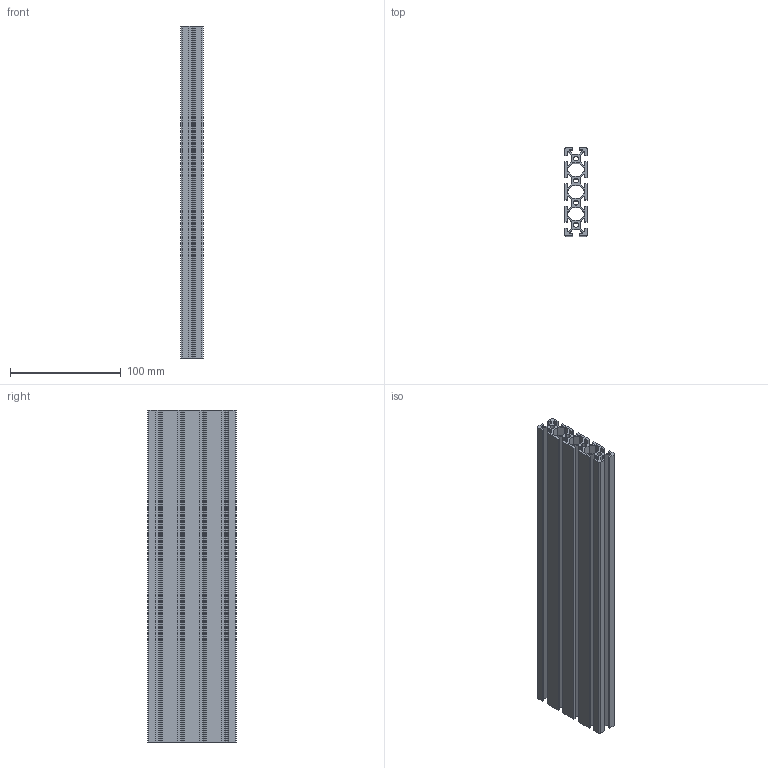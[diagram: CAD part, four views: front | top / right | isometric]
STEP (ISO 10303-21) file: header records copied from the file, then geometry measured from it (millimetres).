
FILE_DESCRIPTION(/* description */ (''),/* implementation_level */ '2;1');
FILE_NAME(/* name */ '46f2cca5-bf43-4e52-99ab-1b9b02491242.stp',/* time_stamp */ '2025-06-29T06:42:13Z',/* author */ (''),/* organization */ (''),/* preprocessor_version */ 'ST-DEVELOPER v20.1',/* originating_system */ 'Autodesk Translation Framework v14.10.0.0',/* authorisation */ '');
FILE_SCHEMA (('AUTOMOTIVE_DESIGN { 1 0 10303 214 3 1 1 }'));
Length unit declared in the file: millimetre
Products named in the file (2): 2080 - 300 mm; 3_NFS5_2080_50_0_in_NFS5_2080_50_900
Assembly tree (1 placements, depth 2):
  2080 - 300 mm
    3_NFS5_2080_50_0_in_NFS5_2080_50_900
Bounding box: 20 x 80 x 300 mm (x, y, z)
Volume: 181377.1 mm3; surface area: 180452.6 mm2
Topology: 1 solids, 1 shells, 210 faces, 624 edges, 416 vertices
Faces by surface type: plane 192, cylinder 18
Full cylindrical faces by diameter (mm): 4.2 x4
Entity records: 7005 total; most frequent: CARTESIAN_POINT 1253, ORIENTED_EDGE 1248, DIRECTION 1086, EDGE_CURVE 624, LINE 588, VECTOR 588, VERTEX_POINT 416, AXIS2_PLACEMENT_3D 249
